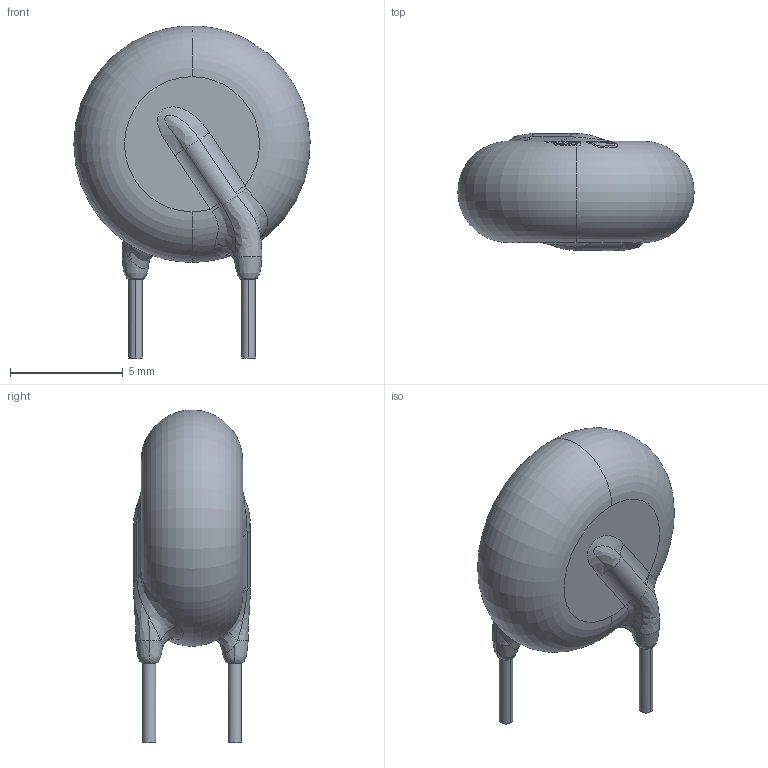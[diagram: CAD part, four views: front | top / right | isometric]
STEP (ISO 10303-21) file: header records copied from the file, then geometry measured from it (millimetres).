
FILE_DESCRIPTION (( 'STEP AP214' ), '1' );
FILE_NAME ('RES-TH_L10.5-W5.0-H13.5-P5.0-D0.6-S3.80.step', '2022-07-28T09:23:42', ( '' ), ( '' ), 'SwSTEP 2.0', 'SolidWorks 2020', '' );
FILE_SCHEMA (( 'AUTOMOTIVE_DESIGN' ));
Length unit declared in the file: millimetre
Products named in the file (1): RES-TH_L10.5-W5.0-H13.5-P5.0-D0.6-S3.80
Bounding box: 10.5 x 5.2 x 14.75 mm (x, y, z)
Volume: 336.6 mm3; surface area: 282.4 mm2
Topology: 1 solids, 1 shells, 266 faces, 726 edges, 478 vertices
Faces by surface type: bspline 120, plane 111, torus 25, cylinder 10
Entity records: 13027 total; most frequent: CARTESIAN_POINT 7062, ORIENTED_EDGE 1452, EDGE_CURVE 726, DIRECTION 582, VERTEX_POINT 478, B_SPLINE_CURVE_WITH_KNOTS 465, EDGE_LOOP 282, FACE_OUTER_BOUND 266
